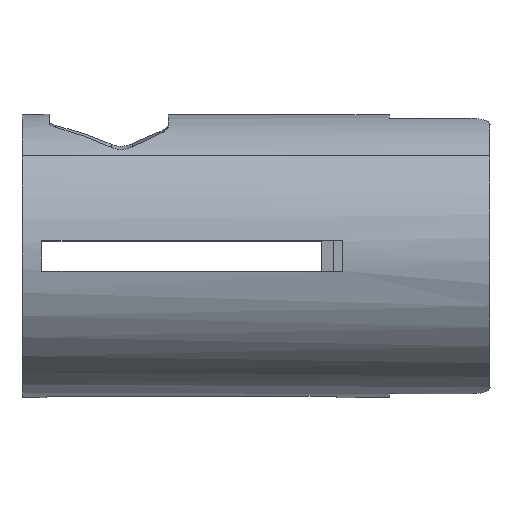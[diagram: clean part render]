
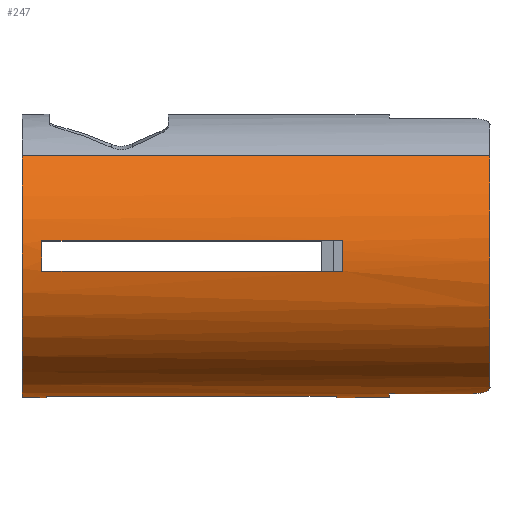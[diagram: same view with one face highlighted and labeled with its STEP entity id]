
A CAD part, left-side view. The second image highlights one B-rep face of the part: STEP entity #247.
In plain terms, the highlighted cylindrical face has radius 33 mm (diameter 66 mm), a partial arc.
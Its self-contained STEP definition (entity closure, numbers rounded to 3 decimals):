
#26=FACE_BOUND('',#498,.F.);
#27=FACE_BOUND('',#499,.F.);
#38=CYLINDRICAL_SURFACE('',#2511,33.);
#247=ADVANCED_FACE('',(#26,#27,#370),#38,.T.);
#370=FACE_OUTER_BOUND('',#500,.F.);
#498=EDGE_LOOP('',(#1024,#1025,#1026,#1027));
#499=EDGE_LOOP('',(#1028,#1029,#1030,#1031));
#500=EDGE_LOOP('',(#1032,#1033,#1034,#1035,#1036,#1037,#1038,#1039,#1040,
#1041));
#1024=ORIENTED_EDGE('',*,*,#1819,.T.);
#1025=ORIENTED_EDGE('',*,*,#1820,.T.);
#1026=ORIENTED_EDGE('',*,*,#1821,.F.);
#1027=ORIENTED_EDGE('',*,*,#1822,.T.);
#1028=ORIENTED_EDGE('',*,*,#1823,.T.);
#1029=ORIENTED_EDGE('',*,*,#1824,.T.);
#1030=ORIENTED_EDGE('',*,*,#1825,.F.);
#1031=ORIENTED_EDGE('',*,*,#1826,.T.);
#1032=ORIENTED_EDGE('',*,*,#1827,.T.);
#1033=ORIENTED_EDGE('',*,*,#1828,.F.);
#1034=ORIENTED_EDGE('',*,*,#1829,.T.);
#1035=ORIENTED_EDGE('',*,*,#1830,.F.);
#1036=ORIENTED_EDGE('',*,*,#1831,.T.);
#1037=ORIENTED_EDGE('',*,*,#1832,.T.);
#1038=ORIENTED_EDGE('',*,*,#1833,.F.);
#1039=ORIENTED_EDGE('',*,*,#1834,.T.);
#1040=ORIENTED_EDGE('',*,*,#1769,.T.);
#1041=ORIENTED_EDGE('',*,*,#1835,.T.);
#1236=LINE('',#3595,#1477);
#1237=LINE('',#3597,#1478);
#1238=LINE('',#3599,#1479);
#1239=LINE('',#3601,#1480);
#1240=LINE('',#3604,#1481);
#1241=LINE('',#3615,#1482);
#1242=LINE('',#3617,#1483);
#1243=LINE('',#3627,#1484);
#1477=VECTOR('',#2616,70.);
#1478=VECTOR('',#2619,70.);
#1479=VECTOR('',#2622,67.5);
#1480=VECTOR('',#2625,67.5);
#1481=VECTOR('',#2630,109.);
#1482=VECTOR('',#2633,18.5);
#1483=VECTOR('',#2636,18.5);
#1484=VECTOR('',#2637,109.);
#1698=CIRCLE('',#2370,33.);
#1717=CIRCLE('',#2389,33.);
#1718=CIRCLE('',#2390,33.);
#1719=CIRCLE('',#2391,33.);
#1720=CIRCLE('',#2392,33.);
#1721=CIRCLE('',#2393,33.);
#1722=CIRCLE('',#2394,33.);
#1723=CIRCLE('',#2395,33.);
#1769=EDGE_CURVE('',#2307,#2309,#1698,.T.);
#1819=EDGE_CURVE('',#2259,#2258,#1236,.T.);
#1820=EDGE_CURVE('',#2258,#2257,#1717,.T.);
#1821=EDGE_CURVE('',#2256,#2257,#1237,.T.);
#1822=EDGE_CURVE('',#2256,#2259,#1718,.T.);
#1823=EDGE_CURVE('',#2255,#2254,#1238,.T.);
#1824=EDGE_CURVE('',#2254,#2253,#1719,.T.);
#1825=EDGE_CURVE('',#2252,#2253,#1239,.T.);
#1826=EDGE_CURVE('',#2252,#2255,#1720,.T.);
#1827=EDGE_CURVE('',#2251,#2250,#1721,.T.);
#1828=EDGE_CURVE('',#2249,#2250,#1240,.T.);
#1829=EDGE_CURVE('',#2249,#2248,#1722,.T.);
#1830=EDGE_CURVE('',#2247,#2248,#2102,.T.);
#1831=EDGE_CURVE('',#2247,#2246,#1241,.T.);
#1832=EDGE_CURVE('',#2246,#2245,#1723,.T.);
#1833=EDGE_CURVE('',#2244,#2245,#1242,.T.);
#1834=EDGE_CURVE('',#2244,#2307,#2103,.T.);
#1835=EDGE_CURVE('',#2309,#2251,#1243,.T.);
#2102=B_SPLINE_CURVE_WITH_KNOTS('',3,(#3606,#3607,#3608,#3609,#3610,#3611,#3612,
#3613,#3614),.UNSPECIFIED.,.F.,.F.,(4,1,1,1,1,1,4),(0.,0.202,
0.345,0.516,0.684,0.82,1.),
.UNSPECIFIED.);
#2103=B_SPLINE_CURVE_WITH_KNOTS('',3,(#3618,#3619,#3620,#3621,#3622,#3623,#3624,
#3625,#3626),.UNSPECIFIED.,.F.,.F.,(4,1,1,1,1,1,4),(0.,0.202,
0.345,0.516,0.684,0.82,1.),
.UNSPECIFIED.);
#2244=VERTEX_POINT('',#3252);
#2245=VERTEX_POINT('',#3253);
#2246=VERTEX_POINT('',#3254);
#2247=VERTEX_POINT('',#3255);
#2248=VERTEX_POINT('',#3256);
#2249=VERTEX_POINT('',#3257);
#2250=VERTEX_POINT('',#3258);
#2251=VERTEX_POINT('',#3259);
#2252=VERTEX_POINT('',#3260);
#2253=VERTEX_POINT('',#3261);
#2254=VERTEX_POINT('',#3262);
#2255=VERTEX_POINT('',#3263);
#2256=VERTEX_POINT('',#3264);
#2257=VERTEX_POINT('',#3265);
#2258=VERTEX_POINT('',#3266);
#2259=VERTEX_POINT('',#3267);
#2307=VERTEX_POINT('',#3315);
#2309=VERTEX_POINT('',#3317);
#2370=AXIS2_PLACEMENT_3D('',#3507,#2552,#2553);
#2389=AXIS2_PLACEMENT_3D('',#3596,#2617,#2618);
#2390=AXIS2_PLACEMENT_3D('',#3598,#2620,#2621);
#2391=AXIS2_PLACEMENT_3D('',#3600,#2623,#2624);
#2392=AXIS2_PLACEMENT_3D('',#3602,#2626,#2627);
#2393=AXIS2_PLACEMENT_3D('',#3603,#2628,#2629);
#2394=AXIS2_PLACEMENT_3D('',#3605,#2631,#2632);
#2395=AXIS2_PLACEMENT_3D('',#3616,#2634,#2635);
#2511=AXIS2_PLACEMENT_3D('',#4062,#3074,#3075);
#2552=DIRECTION('',(0.,-1.,0.));
#2553=DIRECTION('',(0.378,0.,-0.926));
#2616=DIRECTION('',(0.,1.,0.));
#2617=DIRECTION('',(0.,-1.,0.));
#2618=DIRECTION('',(-0.994,0.,0.107));
#2619=DIRECTION('',(0.,1.,0.));
#2620=DIRECTION('',(0.,1.,0.));
#2621=DIRECTION('',(-0.994,0.,-0.105));
#2622=DIRECTION('',(0.,1.,0.));
#2623=DIRECTION('',(0.,-1.,0.));
#2624=DIRECTION('',(-0.152,0.,-0.988));
#2625=DIRECTION('',(0.,1.,0.));
#2626=DIRECTION('',(0.,1.,0.));
#2627=DIRECTION('',(0.151,0.,-0.989));
#2628=DIRECTION('',(0.,1.,0.));
#2629=DIRECTION('',(0.707,0.,-0.707));
#2630=DIRECTION('',(0.,1.,0.));
#2631=DIRECTION('',(0.,-1.,0.));
#2632=DIRECTION('',(-0.707,0.,0.707));
#2633=DIRECTION('',(0.,1.,0.));
#2634=DIRECTION('',(0.,-1.,0.));
#2635=DIRECTION('',(-0.233,0.,-0.972));
#2636=DIRECTION('',(0.,1.,0.));
#2637=DIRECTION('',(0.,1.,0.));
#3074=DIRECTION('',(0.,1.,0.));
#3075=DIRECTION('',(0.766,0.,-0.643));
#3252=CARTESIAN_POINT('',(7.695,-36.521,
-7.861));
#3253=CARTESIAN_POINT('',(7.695,-18.021,
-7.861));
#3254=CARTESIAN_POINT('',(-7.695,-18.021,
-7.861));
#3255=CARTESIAN_POINT('',(-7.695,-36.521,
-7.861));
#3256=CARTESIAN_POINT('',(-12.468,-41.521,
-6.325));
#3257=CARTESIAN_POINT('',(-23.335,-41.521,
47.564));
#3258=CARTESIAN_POINT('',(-23.335,67.479,47.564));
#3259=CARTESIAN_POINT('',(23.335,67.479,0.895));
#3260=CARTESIAN_POINT('',(4.98,-5.671,-8.393));
#3261=CARTESIAN_POINT('',(4.98,61.829,-8.393));
#3262=CARTESIAN_POINT('',(-5.02,61.829,
-8.387));
#3263=CARTESIAN_POINT('',(-5.02,-5.671,
-8.387));
#3264=CARTESIAN_POINT('',(-32.816,-7.171,20.749));
#3265=CARTESIAN_POINT('',(-32.816,62.829,20.749));
#3266=CARTESIAN_POINT('',(-32.812,62.829,27.749));
#3267=CARTESIAN_POINT('',(-32.812,-7.171,
27.749));
#3315=CARTESIAN_POINT('',(12.468,-41.521,-6.325));
#3317=CARTESIAN_POINT('',(23.335,-41.521,
0.895));
#3507=CARTESIAN_POINT('',(0.,-41.521,24.229));
#3595=CARTESIAN_POINT('',(-32.812,-7.171,
27.749));
#3596=CARTESIAN_POINT('',(0.,62.829,24.229));
#3597=CARTESIAN_POINT('',(-32.816,-7.171,20.749));
#3598=CARTESIAN_POINT('',(0.,-7.171,24.229));
#3599=CARTESIAN_POINT('',(-5.02,-5.671,
-8.387));
#3600=CARTESIAN_POINT('',(0.,61.829,24.229));
#3601=CARTESIAN_POINT('',(4.98,-5.671,-8.393));
#3602=CARTESIAN_POINT('',(0.,-5.671,24.229));
#3603=CARTESIAN_POINT('',(0.,67.479,24.229));
#3604=CARTESIAN_POINT('',(-23.335,-41.521,
47.564));
#3605=CARTESIAN_POINT('',(0.,-41.521,24.229));
#3606=CARTESIAN_POINT('',(-7.695,-36.521,
-7.861));
#3607=CARTESIAN_POINT('',(-7.694,-37.049,
-7.861));
#3608=CARTESIAN_POINT('',(-7.835,-37.952,
-7.828));
#3609=CARTESIAN_POINT('',(-8.387,-39.193,
-7.689));
#3610=CARTESIAN_POINT('',(-9.16,-40.188,
-7.479));
#3611=CARTESIAN_POINT('',(-10.135,-40.924,
-7.182));
#3612=CARTESIAN_POINT('',(-11.256,-41.405,
-6.799));
#3613=CARTESIAN_POINT('',(-12.03,-41.521,
-6.503));
#3614=CARTESIAN_POINT('',(-12.468,-41.521,
-6.325));
#3615=CARTESIAN_POINT('',(-7.695,-36.521,
-7.861));
#3616=CARTESIAN_POINT('',(0.,-18.021,24.229));
#3617=CARTESIAN_POINT('',(7.695,-36.521,
-7.861));
#3618=CARTESIAN_POINT('',(7.695,-36.521,-7.861));
#3619=CARTESIAN_POINT('',(7.694,-37.049,
-7.861));
#3620=CARTESIAN_POINT('',(7.835,-37.952,
-7.828));
#3621=CARTESIAN_POINT('',(8.387,-39.193,
-7.689));
#3622=CARTESIAN_POINT('',(9.16,-40.188,
-7.479));
#3623=CARTESIAN_POINT('',(10.135,-40.924,
-7.182));
#3624=CARTESIAN_POINT('',(11.256,-41.405,-6.799));
#3625=CARTESIAN_POINT('',(12.03,-41.521,
-6.503));
#3626=CARTESIAN_POINT('',(12.468,-41.521,
-6.325));
#3627=CARTESIAN_POINT('',(23.335,-41.521,
0.895));
#4062=CARTESIAN_POINT('',(0.,72.929,24.229));
